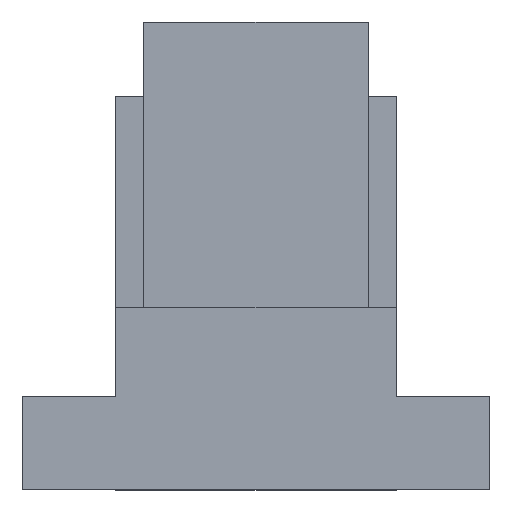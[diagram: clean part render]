
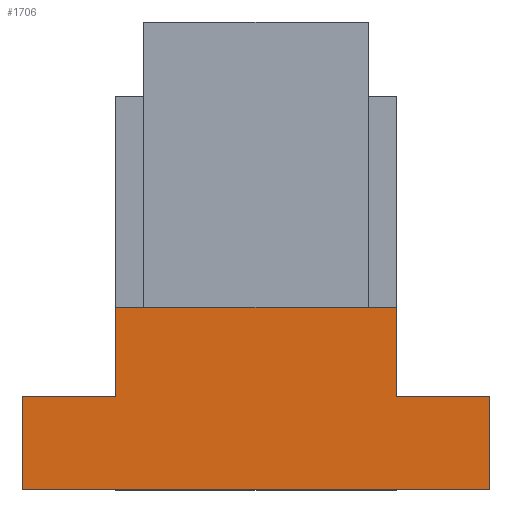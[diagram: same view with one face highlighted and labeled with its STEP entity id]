
A CAD part, front view. The second image highlights one B-rep face of the part: STEP entity #1706.
In plain terms, the highlighted planar face has unit normal (0, -1, 0).
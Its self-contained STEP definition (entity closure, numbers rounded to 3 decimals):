
#581 = VECTOR ( 'NONE', #611, 1000. ) ;
#611 = DIRECTION ( 'NONE',  ( -1., 0., 0. ) ) ;
#648 = FACE_OUTER_BOUND ( 'NONE', #1707, .T. ) ;
#660 = PLANE ( 'NONE',  #670 ) ;
#663 = CARTESIAN_POINT ( 'NONE',  ( -1.5, -3.9, -0.1 ) ) ;
#664 = LINE ( 'NONE', #663, #581 ) ;
#666 = DIRECTION ( 'NONE',  ( 0., 0., 1. ) ) ;
#668 = DIRECTION ( 'NONE',  ( 0., 1., 0. ) ) ;
#669 = CARTESIAN_POINT ( 'NONE',  ( 1.5, -3.9, -1.1 ) ) ;
#670 = AXIS2_PLACEMENT_3D ( 'NONE', #669, #668, #666 ) ;
#698 = DIRECTION ( 'NONE',  ( -1., 0., 0. ) ) ;
#699 = VECTOR ( 'NONE', #698, 1000. ) ;
#703 = CARTESIAN_POINT ( 'NONE',  ( -2.5, -3.9, -0.1 ) ) ;
#715 = CARTESIAN_POINT ( 'NONE',  ( 1.5, -3.9, 0.85 ) ) ;
#716 = LINE ( 'NONE', #715, #699 ) ;
#1122 = CARTESIAN_POINT ( 'NONE',  ( -2.5, -3.9, -1.1 ) ) ;
#1123 = CARTESIAN_POINT ( 'NONE',  ( 2.5, -3.9, -1.1 ) ) ;
#1124 = DIRECTION ( 'NONE',  ( -1., 0., 0. ) ) ;
#1125 = VECTOR ( 'NONE', #1124, 1000. ) ;
#1126 = CARTESIAN_POINT ( 'NONE',  ( 1.5, -3.9, -1.1 ) ) ;
#1127 = LINE ( 'NONE', #1126, #1125 ) ;
#1240 = CARTESIAN_POINT ( 'NONE',  ( 1.5, -3.9, -0.1 ) ) ;
#1323 = CARTESIAN_POINT ( 'NONE',  ( 1.5, -3.9, 0.85 ) ) ;
#1334 = DIRECTION ( 'NONE',  ( 0., 0., -1. ) ) ;
#1335 = VECTOR ( 'NONE', #1334, 1000. ) ;
#1336 = CARTESIAN_POINT ( 'NONE',  ( 1.5, -3.9, -1.1 ) ) ;
#1337 = LINE ( 'NONE', #1336, #1335 ) ;
#1353 = DIRECTION ( 'NONE',  ( 0., 0., -1. ) ) ;
#1354 = VECTOR ( 'NONE', #1353, 1000. ) ;
#1355 = CARTESIAN_POINT ( 'NONE',  ( -1.5, -3.9, -1.1 ) ) ;
#1356 = LINE ( 'NONE', #1355, #1354 ) ;
#1420 = CARTESIAN_POINT ( 'NONE',  ( -1.5, -3.9, -0.1 ) ) ;
#1473 = CARTESIAN_POINT ( 'NONE',  ( -1.5, -3.9, 0.85 ) ) ;
#1525 = ORIENTED_EDGE ( 'NONE', *, *, #1526, .T. ) ;
#1526 = EDGE_CURVE ( 'NONE', #1711, #1913, #2097, .T. ) ;
#1527 = ORIENTED_EDGE ( 'NONE', *, *, #1561, .F. ) ;
#1557 = VERTEX_POINT ( 'NONE', #2119 ) ;
#1558 = ORIENTED_EDGE ( 'NONE', *, *, #1559, .T. ) ;
#1559 = EDGE_CURVE ( 'NONE', #1557, #1979, #2103, .T. ) ;
#1560 = ORIENTED_EDGE ( 'NONE', *, *, #2016, .F. ) ;
#1561 = EDGE_CURVE ( 'NONE', #1557, #1912, #2133, .T. ) ;
#1706 = ADVANCED_FACE ( 'NONE', ( #648 ), #660, .F. ) ;
#1707 = EDGE_LOOP ( 'NONE', ( #1708, #1709, #1525, #1761, #1527, #1558, #1560, #1923 ) ) ;
#1708 = ORIENTED_EDGE ( 'NONE', *, *, #2013, .T. ) ;
#1709 = ORIENTED_EDGE ( 'NONE', *, *, #1710, .T. ) ;
#1710 = EDGE_CURVE ( 'NONE', #2036, #1711, #664, .T. ) ;
#1711 = VERTEX_POINT ( 'NONE', #703 ) ;
#1721 = EDGE_CURVE ( 'NONE', #1993, #2037, #716, .T. ) ;
#1761 = ORIENTED_EDGE ( 'NONE', *, *, #1911, .F. ) ;
#1911 = EDGE_CURVE ( 'NONE', #1912, #1913, #1127, .T. ) ;
#1912 = VERTEX_POINT ( 'NONE', #1123 ) ;
#1913 = VERTEX_POINT ( 'NONE', #1122 ) ;
#1923 = ORIENTED_EDGE ( 'NONE', *, *, #1721, .T. ) ;
#1979 = VERTEX_POINT ( 'NONE', #1240 ) ;
#1993 = VERTEX_POINT ( 'NONE', #1323 ) ;
#2013 = EDGE_CURVE ( 'NONE', #2037, #2036, #1356, .T. ) ;
#2016 = EDGE_CURVE ( 'NONE', #1993, #1979, #1337, .T. ) ;
#2036 = VERTEX_POINT ( 'NONE', #1420 ) ;
#2037 = VERTEX_POINT ( 'NONE', #1473 ) ;
#2094 = DIRECTION ( 'NONE',  ( 0., 0., -1. ) ) ;
#2095 = VECTOR ( 'NONE', #2094, 1000. ) ;
#2096 = CARTESIAN_POINT ( 'NONE',  ( -2.5, -3.9, -0.1 ) ) ;
#2097 = LINE ( 'NONE', #2096, #2095 ) ;
#2102 = CARTESIAN_POINT ( 'NONE',  ( 1.5, -3.9, -0.1 ) ) ;
#2103 = LINE ( 'NONE', #2102, #2106 ) ;
#2105 = DIRECTION ( 'NONE',  ( -1., 0., 0. ) ) ;
#2106 = VECTOR ( 'NONE', #2105, 1000. ) ;
#2119 = CARTESIAN_POINT ( 'NONE',  ( 2.5, -3.9, -0.1 ) ) ;
#2129 = DIRECTION ( 'NONE',  ( 0., 0., -1. ) ) ;
#2130 = VECTOR ( 'NONE', #2129, 1000. ) ;
#2131 = CARTESIAN_POINT ( 'NONE',  ( 2.5, -3.9, -0.1 ) ) ;
#2133 = LINE ( 'NONE', #2131, #2130 ) ;
